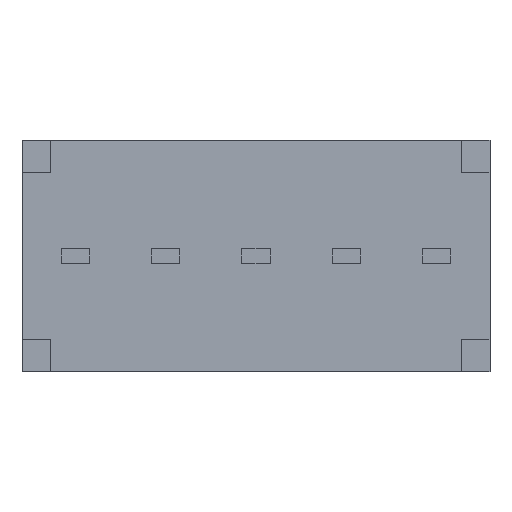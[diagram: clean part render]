
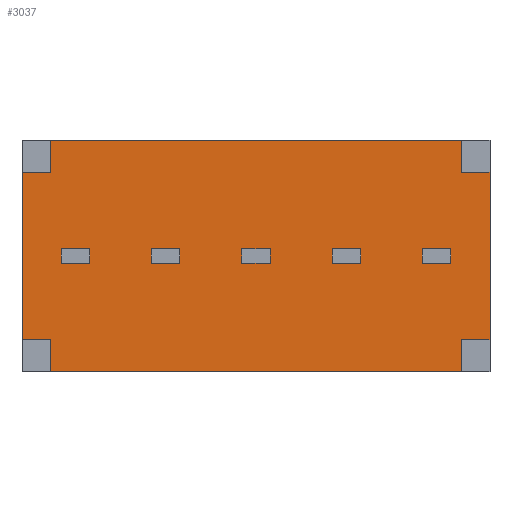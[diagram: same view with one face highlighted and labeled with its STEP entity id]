
A CAD part, front view. The second image highlights one B-rep face of the part: STEP entity #3037.
In plain terms, the highlighted planar face has unit normal (0, -1, 0).
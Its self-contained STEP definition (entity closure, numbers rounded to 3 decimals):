
#27=DIRECTION('',(0.,0.,1.));
#28=VECTOR('',#27,4.7);
#29=CARTESIAN_POINT('',(6.58,-2.5,-5.6));
#30=LINE('',#29,#28);
#183=DIRECTION('',(1.,0.,0.));
#184=VECTOR('',#183,11.56);
#185=CARTESIAN_POINT('',(-5.78,-2.5,-6.5));
#186=LINE('',#185,#184);
#441=DIRECTION('',(0.,0.,1.));
#442=VECTOR('',#441,4.7);
#443=CARTESIAN_POINT('',(-6.58,-2.5,-5.6));
#444=LINE('',#443,#442);
#532=DIRECTION('',(1.,0.,0.));
#533=VECTOR('',#532,11.56);
#534=CARTESIAN_POINT('',(-5.78,-2.5,0.));
#535=LINE('',#534,#533);
#628=DIRECTION('',(0.,0.,1.));
#629=VECTOR('',#628,0.9);
#630=CARTESIAN_POINT('',(5.78,-2.5,-6.5));
#631=LINE('',#630,#629);
#632=DIRECTION('',(0.,0.,1.));
#633=VECTOR('',#632,0.9);
#634=CARTESIAN_POINT('',(5.78,-2.5,-0.9));
#635=LINE('',#634,#633);
#636=DIRECTION('',(0.,0.,1.));
#637=VECTOR('',#636,0.9);
#638=CARTESIAN_POINT('',(-5.78,-2.5,-0.9));
#639=LINE('',#638,#637);
#640=DIRECTION('',(-1.,0.,0.));
#641=VECTOR('',#640,0.8);
#642=CARTESIAN_POINT('',(6.58,-2.5,-5.6));
#643=LINE('',#642,#641);
#644=DIRECTION('',(0.,0.,1.));
#645=VECTOR('',#644,0.9);
#646=CARTESIAN_POINT('',(-5.78,-2.5,-6.5));
#647=LINE('',#646,#645);
#648=DIRECTION('',(-1.,0.,0.));
#649=VECTOR('',#648,0.8);
#650=CARTESIAN_POINT('',(-5.78,-2.5,-5.6));
#651=LINE('',#650,#649);
#652=DIRECTION('',(0.,0.,-1.));
#653=VECTOR('',#652,0.4);
#654=CARTESIAN_POINT('',(-5.48,-2.5,-3.05));
#655=LINE('',#654,#653);
#656=DIRECTION('',(1.,0.,0.));
#657=VECTOR('',#656,0.8);
#658=CARTESIAN_POINT('',(-5.48,-2.5,-3.45));
#659=LINE('',#658,#657);
#660=DIRECTION('',(0.,0.,1.));
#661=VECTOR('',#660,0.4);
#662=CARTESIAN_POINT('',(-4.68,-2.5,-3.45));
#663=LINE('',#662,#661);
#664=DIRECTION('',(-1.,0.,0.));
#665=VECTOR('',#664,0.8);
#666=CARTESIAN_POINT('',(-4.68,-2.5,-3.05));
#667=LINE('',#666,#665);
#668=DIRECTION('',(0.,0.,-1.));
#669=VECTOR('',#668,0.4);
#670=CARTESIAN_POINT('',(-2.94,-2.5,-3.05));
#671=LINE('',#670,#669);
#672=DIRECTION('',(1.,0.,0.));
#673=VECTOR('',#672,0.8);
#674=CARTESIAN_POINT('',(-2.94,-2.5,-3.45));
#675=LINE('',#674,#673);
#676=DIRECTION('',(0.,0.,1.));
#677=VECTOR('',#676,0.4);
#678=CARTESIAN_POINT('',(-2.14,-2.5,-3.45));
#679=LINE('',#678,#677);
#680=DIRECTION('',(-1.,0.,0.));
#681=VECTOR('',#680,0.8);
#682=CARTESIAN_POINT('',(-2.14,-2.5,-3.05));
#683=LINE('',#682,#681);
#684=DIRECTION('',(0.,0.,-1.));
#685=VECTOR('',#684,0.4);
#686=CARTESIAN_POINT('',(-0.4,-2.5,-3.05));
#687=LINE('',#686,#685);
#688=DIRECTION('',(1.,0.,0.));
#689=VECTOR('',#688,0.8);
#690=CARTESIAN_POINT('',(-0.4,-2.5,-3.45));
#691=LINE('',#690,#689);
#692=DIRECTION('',(0.,0.,1.));
#693=VECTOR('',#692,0.4);
#694=CARTESIAN_POINT('',(0.4,-2.5,-3.45));
#695=LINE('',#694,#693);
#696=DIRECTION('',(-1.,0.,0.));
#697=VECTOR('',#696,0.8);
#698=CARTESIAN_POINT('',(0.4,-2.5,-3.05));
#699=LINE('',#698,#697);
#700=DIRECTION('',(0.,0.,-1.));
#701=VECTOR('',#700,0.4);
#702=CARTESIAN_POINT('',(2.14,-2.5,-3.05));
#703=LINE('',#702,#701);
#704=DIRECTION('',(1.,0.,0.));
#705=VECTOR('',#704,0.8);
#706=CARTESIAN_POINT('',(2.14,-2.5,-3.45));
#707=LINE('',#706,#705);
#708=DIRECTION('',(0.,0.,1.));
#709=VECTOR('',#708,0.4);
#710=CARTESIAN_POINT('',(2.94,-2.5,-3.45));
#711=LINE('',#710,#709);
#712=DIRECTION('',(-1.,0.,0.));
#713=VECTOR('',#712,0.8);
#714=CARTESIAN_POINT('',(2.94,-2.5,-3.05));
#715=LINE('',#714,#713);
#716=DIRECTION('',(0.,0.,-1.));
#717=VECTOR('',#716,0.4);
#718=CARTESIAN_POINT('',(4.68,-2.5,-3.05));
#719=LINE('',#718,#717);
#720=DIRECTION('',(1.,0.,0.));
#721=VECTOR('',#720,0.8);
#722=CARTESIAN_POINT('',(4.68,-2.5,-3.45));
#723=LINE('',#722,#721);
#724=DIRECTION('',(0.,0.,1.));
#725=VECTOR('',#724,0.4);
#726=CARTESIAN_POINT('',(5.48,-2.5,-3.45));
#727=LINE('',#726,#725);
#728=DIRECTION('',(-1.,0.,0.));
#729=VECTOR('',#728,0.8);
#730=CARTESIAN_POINT('',(5.48,-2.5,-3.05));
#731=LINE('',#730,#729);
#736=DIRECTION('',(-1.,0.,0.));
#737=VECTOR('',#736,0.8);
#738=CARTESIAN_POINT('',(6.58,-2.5,-0.9));
#739=LINE('',#738,#737);
#744=DIRECTION('',(-1.,0.,0.));
#745=VECTOR('',#744,0.8);
#746=CARTESIAN_POINT('',(-5.78,-2.5,-0.9));
#747=LINE('',#746,#745);
#1718=CARTESIAN_POINT('',(6.58,-2.5,-5.6));
#1719=VERTEX_POINT('',#1718);
#1720=CARTESIAN_POINT('',(6.58,-2.5,-0.9));
#1721=VERTEX_POINT('',#1720);
#1744=CARTESIAN_POINT('',(-6.58,-2.5,-5.6));
#1745=VERTEX_POINT('',#1744);
#1746=CARTESIAN_POINT('',(-6.58,-2.5,-0.9));
#1747=VERTEX_POINT('',#1746);
#1799=CARTESIAN_POINT('',(5.78,-2.5,-6.5));
#1801=VERTEX_POINT('',#1799);
#1803=CARTESIAN_POINT('',(-5.78,-2.5,-6.5));
#1805=VERTEX_POINT('',#1803);
#1810=CARTESIAN_POINT('',(5.78,-2.5,-5.6));
#1811=VERTEX_POINT('',#1810);
#1812=CARTESIAN_POINT('',(-5.78,-2.5,-5.6));
#1813=VERTEX_POINT('',#1812);
#1814=CARTESIAN_POINT('',(5.78,-2.5,-0.9));
#1816=VERTEX_POINT('',#1814);
#1818=CARTESIAN_POINT('',(-5.78,-2.5,-0.9));
#1820=VERTEX_POINT('',#1818);
#1826=CARTESIAN_POINT('',(5.78,-2.5,0.));
#1827=VERTEX_POINT('',#1826);
#1828=CARTESIAN_POINT('',(-5.78,-2.5,0.));
#1829=VERTEX_POINT('',#1828);
#1838=CARTESIAN_POINT('',(-5.48,-2.5,-3.05));
#1839=CARTESIAN_POINT('',(-5.48,-2.5,-3.45));
#1840=VERTEX_POINT('',#1838);
#1841=VERTEX_POINT('',#1839);
#1842=CARTESIAN_POINT('',(-4.68,-2.5,-3.45));
#1843=VERTEX_POINT('',#1842);
#1844=CARTESIAN_POINT('',(-4.68,-2.5,-3.05));
#1845=VERTEX_POINT('',#1844);
#1958=CARTESIAN_POINT('',(-2.94,-2.5,-3.05));
#1959=VERTEX_POINT('',#1958);
#1960=CARTESIAN_POINT('',(-2.94,-2.5,-3.45));
#1961=VERTEX_POINT('',#1960);
#1962=CARTESIAN_POINT('',(-2.14,-2.5,-3.45));
#1963=VERTEX_POINT('',#1962);
#1964=CARTESIAN_POINT('',(-2.14,-2.5,-3.05));
#1965=VERTEX_POINT('',#1964);
#2050=CARTESIAN_POINT('',(-0.4,-2.5,-3.05));
#2051=VERTEX_POINT('',#2050);
#2052=CARTESIAN_POINT('',(-0.4,-2.5,-3.45));
#2053=VERTEX_POINT('',#2052);
#2054=CARTESIAN_POINT('',(0.4,-2.5,-3.45));
#2055=VERTEX_POINT('',#2054);
#2056=CARTESIAN_POINT('',(0.4,-2.5,-3.05));
#2057=VERTEX_POINT('',#2056);
#2142=CARTESIAN_POINT('',(2.14,-2.5,-3.05));
#2143=VERTEX_POINT('',#2142);
#2144=CARTESIAN_POINT('',(2.14,-2.5,-3.45));
#2145=VERTEX_POINT('',#2144);
#2146=CARTESIAN_POINT('',(2.94,-2.5,-3.45));
#2147=VERTEX_POINT('',#2146);
#2148=CARTESIAN_POINT('',(2.94,-2.5,-3.05));
#2149=VERTEX_POINT('',#2148);
#2234=CARTESIAN_POINT('',(4.68,-2.5,-3.05));
#2235=VERTEX_POINT('',#2234);
#2236=CARTESIAN_POINT('',(4.68,-2.5,-3.45));
#2237=VERTEX_POINT('',#2236);
#2238=CARTESIAN_POINT('',(5.48,-2.5,-3.45));
#2239=VERTEX_POINT('',#2238);
#2240=CARTESIAN_POINT('',(5.48,-2.5,-3.05));
#2241=VERTEX_POINT('',#2240);
#2962=CARTESIAN_POINT('',(6.58,-2.5,-5.6));
#2963=DIRECTION('',(0.,-1.,0.));
#2964=DIRECTION('',(0.,0.,1.));
#2965=AXIS2_PLACEMENT_3D('',#2962,#2963,#2964);
#2966=PLANE('',#2965);
#2968=ORIENTED_EDGE('',*,*,#2967,.F.);
#2970=ORIENTED_EDGE('',*,*,#2969,.T.);
#2971=ORIENTED_EDGE('',*,*,#2868,.T.);
#2972=ORIENTED_EDGE('',*,*,#2954,.F.);
#2974=ORIENTED_EDGE('',*,*,#2973,.F.);
#2975=ORIENTED_EDGE('',*,*,#2267,.F.);
#2977=ORIENTED_EDGE('',*,*,#2976,.T.);
#2978=ORIENTED_EDGE('',*,*,#2938,.F.);
#2979=ORIENTED_EDGE('',*,*,#2456,.F.);
#2981=ORIENTED_EDGE('',*,*,#2980,.T.);
#2983=ORIENTED_EDGE('',*,*,#2982,.T.);
#2984=ORIENTED_EDGE('',*,*,#2780,.T.);
#2985=EDGE_LOOP('',(#2968,#2970,#2971,#2972,#2974,#2975,#2977,#2978,#2979,#2981,
#2983,#2984));
#2986=FACE_OUTER_BOUND('',#2985,.F.);
#2988=ORIENTED_EDGE('',*,*,#2987,.T.);
#2990=ORIENTED_EDGE('',*,*,#2989,.T.);
#2992=ORIENTED_EDGE('',*,*,#2991,.T.);
#2994=ORIENTED_EDGE('',*,*,#2993,.T.);
#2995=EDGE_LOOP('',(#2988,#2990,#2992,#2994));
#2996=FACE_BOUND('',#2995,.F.);
#2998=ORIENTED_EDGE('',*,*,#2997,.T.);
#3000=ORIENTED_EDGE('',*,*,#2999,.T.);
#3002=ORIENTED_EDGE('',*,*,#3001,.T.);
#3004=ORIENTED_EDGE('',*,*,#3003,.T.);
#3005=EDGE_LOOP('',(#2998,#3000,#3002,#3004));
#3006=FACE_BOUND('',#3005,.F.);
#3008=ORIENTED_EDGE('',*,*,#3007,.T.);
#3010=ORIENTED_EDGE('',*,*,#3009,.T.);
#3012=ORIENTED_EDGE('',*,*,#3011,.T.);
#3014=ORIENTED_EDGE('',*,*,#3013,.T.);
#3015=EDGE_LOOP('',(#3008,#3010,#3012,#3014));
#3016=FACE_BOUND('',#3015,.F.);
#3018=ORIENTED_EDGE('',*,*,#3017,.T.);
#3020=ORIENTED_EDGE('',*,*,#3019,.T.);
#3022=ORIENTED_EDGE('',*,*,#3021,.T.);
#3024=ORIENTED_EDGE('',*,*,#3023,.T.);
#3025=EDGE_LOOP('',(#3018,#3020,#3022,#3024));
#3026=FACE_BOUND('',#3025,.F.);
#3028=ORIENTED_EDGE('',*,*,#3027,.T.);
#3030=ORIENTED_EDGE('',*,*,#3029,.T.);
#3032=ORIENTED_EDGE('',*,*,#3031,.T.);
#3034=ORIENTED_EDGE('',*,*,#3033,.T.);
#3035=EDGE_LOOP('',(#3028,#3030,#3032,#3034));
#3036=FACE_BOUND('',#3035,.F.);
#2267=EDGE_CURVE('',#1719,#1721,#30,.T.);
#2456=EDGE_CURVE('',#1805,#1801,#186,.T.);
#2780=EDGE_CURVE('',#1745,#1747,#444,.T.);
#2868=EDGE_CURVE('',#1829,#1827,#535,.T.);
#2938=EDGE_CURVE('',#1801,#1811,#631,.T.);
#2954=EDGE_CURVE('',#1816,#1827,#635,.T.);
#2967=EDGE_CURVE('',#1820,#1747,#747,.T.);
#2969=EDGE_CURVE('',#1820,#1829,#639,.T.);
#2973=EDGE_CURVE('',#1721,#1816,#739,.T.);
#2976=EDGE_CURVE('',#1719,#1811,#643,.T.);
#2980=EDGE_CURVE('',#1805,#1813,#647,.T.);
#2982=EDGE_CURVE('',#1813,#1745,#651,.T.);
#2987=EDGE_CURVE('',#1840,#1841,#655,.T.);
#2989=EDGE_CURVE('',#1841,#1843,#659,.T.);
#2991=EDGE_CURVE('',#1843,#1845,#663,.T.);
#2993=EDGE_CURVE('',#1845,#1840,#667,.T.);
#2997=EDGE_CURVE('',#1959,#1961,#671,.T.);
#2999=EDGE_CURVE('',#1961,#1963,#675,.T.);
#3001=EDGE_CURVE('',#1963,#1965,#679,.T.);
#3003=EDGE_CURVE('',#1965,#1959,#683,.T.);
#3007=EDGE_CURVE('',#2051,#2053,#687,.T.);
#3009=EDGE_CURVE('',#2053,#2055,#691,.T.);
#3011=EDGE_CURVE('',#2055,#2057,#695,.T.);
#3013=EDGE_CURVE('',#2057,#2051,#699,.T.);
#3017=EDGE_CURVE('',#2143,#2145,#703,.T.);
#3019=EDGE_CURVE('',#2145,#2147,#707,.T.);
#3021=EDGE_CURVE('',#2147,#2149,#711,.T.);
#3023=EDGE_CURVE('',#2149,#2143,#715,.T.);
#3027=EDGE_CURVE('',#2235,#2237,#719,.T.);
#3029=EDGE_CURVE('',#2237,#2239,#723,.T.);
#3031=EDGE_CURVE('',#2239,#2241,#727,.T.);
#3033=EDGE_CURVE('',#2241,#2235,#731,.T.);
#3037=ADVANCED_FACE('',(#2986,#2996,#3006,#3016,#3026,#3036),#2966,.T.);
